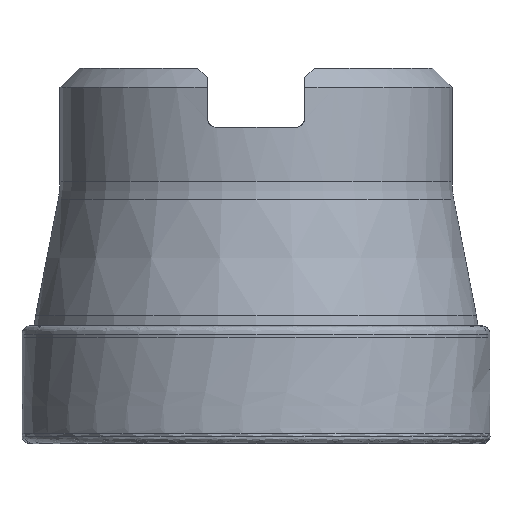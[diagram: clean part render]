
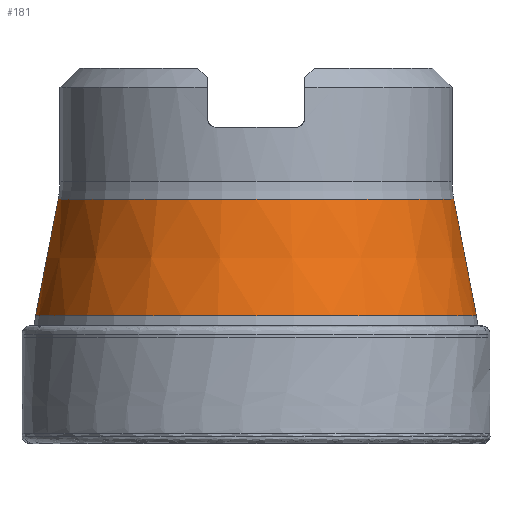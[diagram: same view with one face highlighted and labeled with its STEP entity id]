
A CAD part, front view. The second image highlights one B-rep face of the part: STEP entity #181.
In plain terms, the highlighted conical face has half-angle 11 degrees and reference radius 20.9 mm.
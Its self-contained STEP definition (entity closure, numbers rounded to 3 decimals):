
#47=CONICAL_SURFACE('',#863,20.9,11.);
#181=ADVANCED_FACE('',(#317,#318),#47,.T.);
#317=FACE_BOUND('',#391,.T.);
#318=FACE_BOUND('',#392,.T.);
#391=EDGE_LOOP('',(#506));
#392=EDGE_LOOP('',(#507));
#506=ORIENTED_EDGE('',*,*,#737,.T.);
#507=ORIENTED_EDGE('',*,*,#738,.T.);
#664=VERTEX_POINT('',#1633);
#665=VERTEX_POINT('',#1635);
#737=EDGE_CURVE('',#664,#664,#809,.T.);
#738=EDGE_CURVE('',#665,#665,#810,.T.);
#809=CIRCLE('',#861,23.491);
#810=CIRCLE('',#862,21.084);
#861=AXIS2_PLACEMENT_3D('',#1632,#1003,#1004);
#862=AXIS2_PLACEMENT_3D('',#1634,#1005,#1006);
#863=AXIS2_PLACEMENT_3D('',#1636,#1007,#1008);
#1003=DIRECTION('',(0.,0.,1.));
#1004=DIRECTION('',(-1.,0.,0.));
#1005=DIRECTION('',(0.,0.,-1.));
#1006=DIRECTION('',(1.,0.,0.));
#1007=DIRECTION('',(0.,0.,-1.));
#1008=DIRECTION('',(1.,0.,0.));
#1632=CARTESIAN_POINT('',(0.,0.,-26.355));
#1633=CARTESIAN_POINT('',(-23.491,0.,-26.355));
#1634=CARTESIAN_POINT('',(0.,0.,-13.969));
#1635=CARTESIAN_POINT('',(21.084,0.,-13.969));
#1636=CARTESIAN_POINT('',(0.,0.,-13.024));
